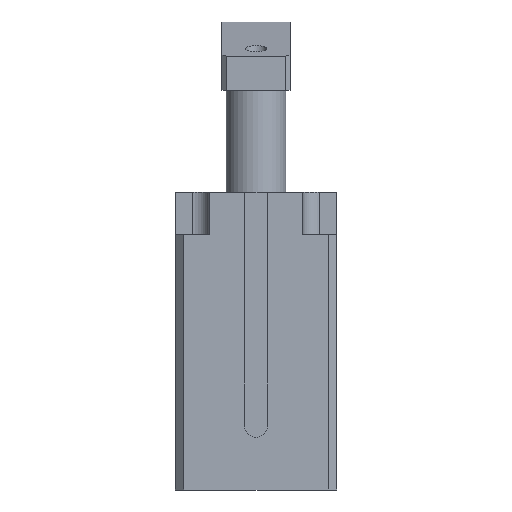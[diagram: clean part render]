
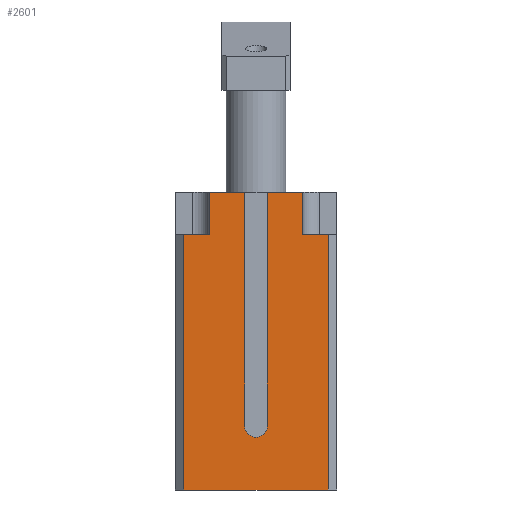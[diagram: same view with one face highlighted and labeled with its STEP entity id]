
A CAD part, left-side view. The second image highlights one B-rep face of the part: STEP entity #2601.
In plain terms, the highlighted planar face has unit normal (-1, 0, 0).
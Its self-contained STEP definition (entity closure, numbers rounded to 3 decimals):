
#640 = VERTEX_POINT ( 'NONE', #1243 ) ;
#663 = VERTEX_POINT ( 'NONE', #745 ) ;
#673 = VERTEX_POINT ( 'NONE', #757 ) ;
#696 = VERTEX_POINT ( 'NONE', #783 ) ;
#707 = VERTEX_POINT ( 'NONE', #796 ) ;
#721 = VERTEX_POINT ( 'NONE', #812 ) ;
#745 = CARTESIAN_POINT ( 'NONE',  ( -19., -2.65, 70. ) ) ;
#757 = CARTESIAN_POINT ( 'NONE',  ( -19., 11., 60. ) ) ;
#783 = CARTESIAN_POINT ( 'NONE',  ( -19., 17., 60. ) ) ;
#796 = CARTESIAN_POINT ( 'NONE',  ( -19., -2.65, 15. ) ) ;
#812 = CARTESIAN_POINT ( 'NONE',  ( -19., -17., 0. ) ) ;
#1243 = CARTESIAN_POINT ( 'NONE',  ( -19., 2.65, 15. ) ) ;
#1545 = ORIENTED_EDGE ( 'NONE', *, *, #3351, .F. ) ;
#1550 = ORIENTED_EDGE ( 'NONE', *, *, #5795, .F. ) ;
#1582 = ORIENTED_EDGE ( 'NONE', *, *, #5774, .F. ) ;
#1598 = VERTEX_POINT ( 'NONE', #6117 ) ;
#1617 = VERTEX_POINT ( 'NONE', #6114 ) ;
#1619 = ORIENTED_EDGE ( 'NONE', *, *, #5801, .F. ) ;
#1633 = VERTEX_POINT ( 'NONE', #3316 ) ;
#1658 = ORIENTED_EDGE ( 'NONE', *, *, #5770, .T. ) ;
#1664 = VERTEX_POINT ( 'NONE', #3266 ) ;
#1702 = ORIENTED_EDGE ( 'NONE', *, *, #5797, .F. ) ;
#1715 = VERTEX_POINT ( 'NONE', #3309 ) ;
#1720 = VERTEX_POINT ( 'NONE', #3206 ) ;
#1743 = VERTEX_POINT ( 'NONE', #3229 ) ;
#1788 = ORIENTED_EDGE ( 'NONE', *, *, #5768, .F. ) ;
#1800 = ORIENTED_EDGE ( 'NONE', *, *, #5785, .F. ) ;
#2388 = CIRCLE ( 'NONE', #3064, 2.65 ) ;
#2393 = VECTOR ( 'NONE', #4616, 1000. ) ;
#2396 = LINE ( 'NONE', #4615, #2393 ) ;
#2397 = VECTOR ( 'NONE', #4612, 1000. ) ;
#2399 = VECTOR ( 'NONE', #4610, 1000. ) ;
#2400 = LINE ( 'NONE', #4611, #2397 ) ;
#2402 = LINE ( 'NONE', #4609, #2399 ) ;
#2405 = VECTOR ( 'NONE', #4604, 1000. ) ;
#2408 = LINE ( 'NONE', #4603, #2405 ) ;
#2415 = VECTOR ( 'NONE', #4589, 1000. ) ;
#2418 = LINE ( 'NONE', #4588, #2415 ) ;
#2419 = VECTOR ( 'NONE', #4585, 1000. ) ;
#2422 = LINE ( 'NONE', #4584, #2419 ) ;
#2435 = VECTOR ( 'NONE', #4569, 1000. ) ;
#2437 = VECTOR ( 'NONE', #4567, 1000. ) ;
#2438 = LINE ( 'NONE', #4568, #2435 ) ;
#2440 = LINE ( 'NONE', #4566, #2437 ) ;
#2445 = VECTOR ( 'NONE', #5134, 1000. ) ;
#2449 = VECTOR ( 'NONE', #5130, 1000. ) ;
#2452 = LINE ( 'NONE', #5129, #2449 ) ;
#2453 = VECTOR ( 'NONE', #5127, 1000. ) ;
#2454 = LINE ( 'NONE', #5113, #2445 ) ;
#2456 = LINE ( 'NONE', #5125, #2453 ) ;
#2601 = ADVANCED_FACE ( 'NONE', ( #2825 ), #5963, .F. ) ;
#2825 = FACE_OUTER_BOUND ( 'NONE', #5503, .T. ) ;
#3064 = AXIS2_PLACEMENT_3D ( 'NONE', #4623, #4624, #4625 ) ;
#3206 = CARTESIAN_POINT ( 'NONE',  ( -19., 0., 12.35 ) ) ;
#3229 = CARTESIAN_POINT ( 'NONE',  ( -19., -17., 60. ) ) ;
#3266 = CARTESIAN_POINT ( 'NONE',  ( -19., -11., 70. ) ) ;
#3309 = CARTESIAN_POINT ( 'NONE',  ( -19., 17., 0. ) ) ;
#3316 = CARTESIAN_POINT ( 'NONE',  ( -19., 2.65, 70. ) ) ;
#3351 = EDGE_CURVE ( 'NONE', #1720, #707, #4062, .T. ) ;
#3602 = AXIS2_PLACEMENT_3D ( 'NONE', #5941, #6005, #5928 ) ;
#3705 = AXIS2_PLACEMENT_3D ( 'NONE', #4473, #4468, #4469 ) ;
#4062 = CIRCLE ( 'NONE', #3705, 2.65 ) ;
#4155 = ORIENTED_EDGE ( 'NONE', *, *, #5794, .T. ) ;
#4156 = ORIENTED_EDGE ( 'NONE', *, *, #5791, .F. ) ;
#4157 = ORIENTED_EDGE ( 'NONE', *, *, #5766, .T. ) ;
#4158 = ORIENTED_EDGE ( 'NONE', *, *, #5775, .T. ) ;
#4273 = ORIENTED_EDGE ( 'NONE', *, *, #5783, .T. ) ;
#4468 = DIRECTION ( 'NONE',  ( -1., 0., 0. ) ) ;
#4469 = DIRECTION ( 'NONE',  ( 0., 0., -1. ) ) ;
#4473 = CARTESIAN_POINT ( 'NONE',  ( -19., 0., 15. ) ) ;
#4566 = CARTESIAN_POINT ( 'NONE',  ( -19., 0., 60. ) ) ;
#4567 = DIRECTION ( 'NONE',  ( 0., -1., 0. ) ) ;
#4568 = CARTESIAN_POINT ( 'NONE',  ( -19., -19., 0. ) ) ;
#4569 = DIRECTION ( 'NONE',  ( 0., -1., 0. ) ) ;
#4584 = CARTESIAN_POINT ( 'NONE',  ( -19., 17., 70. ) ) ;
#4585 = DIRECTION ( 'NONE',  ( 0., 0., -1. ) ) ;
#4588 = CARTESIAN_POINT ( 'NONE',  ( -19., -2.65, 15. ) ) ;
#4589 = DIRECTION ( 'NONE',  ( 0., 0., 1. ) ) ;
#4603 = CARTESIAN_POINT ( 'NONE',  ( -19., 0., 60. ) ) ;
#4604 = DIRECTION ( 'NONE',  ( 0., -1., 0. ) ) ;
#4609 = CARTESIAN_POINT ( 'NONE',  ( -19., -11., 60. ) ) ;
#4610 = DIRECTION ( 'NONE',  ( 0., 0., 1. ) ) ;
#4611 = CARTESIAN_POINT ( 'NONE',  ( -19., -19., 70. ) ) ;
#4612 = DIRECTION ( 'NONE',  ( 0., -1., 0. ) ) ;
#4615 = CARTESIAN_POINT ( 'NONE',  ( -19., 11., 60. ) ) ;
#4616 = DIRECTION ( 'NONE',  ( 0., 0., 1. ) ) ;
#4623 = CARTESIAN_POINT ( 'NONE',  ( -19., 0., 15. ) ) ;
#4624 = DIRECTION ( 'NONE',  ( -1., 0., 0. ) ) ;
#4625 = DIRECTION ( 'NONE',  ( 0., 0., -1. ) ) ;
#5113 = CARTESIAN_POINT ( 'NONE',  ( -19., 2.65, 15. ) ) ;
#5125 = CARTESIAN_POINT ( 'NONE',  ( -19., -17., 70. ) ) ;
#5127 = DIRECTION ( 'NONE',  ( 0., 0., 1. ) ) ;
#5129 = CARTESIAN_POINT ( 'NONE',  ( -19., -19., 70. ) ) ;
#5130 = DIRECTION ( 'NONE',  ( 0., -1., 0. ) ) ;
#5134 = DIRECTION ( 'NONE',  ( 0., 0., 1. ) ) ;
#5503 = EDGE_LOOP ( 'NONE', ( #1550, #1800, #1545, #1619, #1658, #1788, #1702, #1582, #4273, #4158, #4157, #4156, #4155 ) ) ;
#5766 = EDGE_CURVE ( 'NONE', #721, #1743, #2456, .T. ) ;
#5768 = EDGE_CURVE ( 'NONE', #1598, #1633, #2452, .T. ) ;
#5770 = EDGE_CURVE ( 'NONE', #640, #1633, #2454, .T. ) ;
#5774 = EDGE_CURVE ( 'NONE', #696, #673, #2440, .T. ) ;
#5775 = EDGE_CURVE ( 'NONE', #1715, #721, #2438, .T. ) ;
#5783 = EDGE_CURVE ( 'NONE', #696, #1715, #2422, .T. ) ;
#5785 = EDGE_CURVE ( 'NONE', #707, #663, #2418, .T. ) ;
#5791 = EDGE_CURVE ( 'NONE', #1617, #1743, #2408, .T. ) ;
#5794 = EDGE_CURVE ( 'NONE', #1617, #1664, #2402, .T. ) ;
#5795 = EDGE_CURVE ( 'NONE', #663, #1664, #2400, .T. ) ;
#5797 = EDGE_CURVE ( 'NONE', #673, #1598, #2396, .T. ) ;
#5801 = EDGE_CURVE ( 'NONE', #640, #1720, #2388, .T. ) ;
#5928 = DIRECTION ( 'NONE',  ( 0., 0., -1. ) ) ;
#5941 = CARTESIAN_POINT ( 'NONE',  ( -19., -19., 70. ) ) ;
#5963 = PLANE ( 'NONE',  #3602 ) ;
#6005 = DIRECTION ( 'NONE',  ( 1., 0., 0. ) ) ;
#6114 = CARTESIAN_POINT ( 'NONE',  ( -19., -11., 60. ) ) ;
#6117 = CARTESIAN_POINT ( 'NONE',  ( -19., 11., 70. ) ) ;
